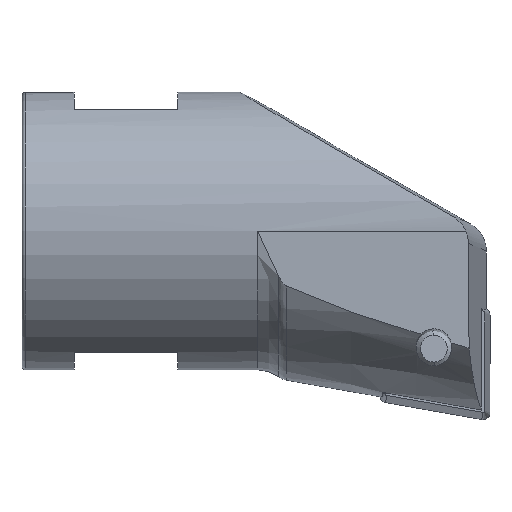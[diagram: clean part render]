
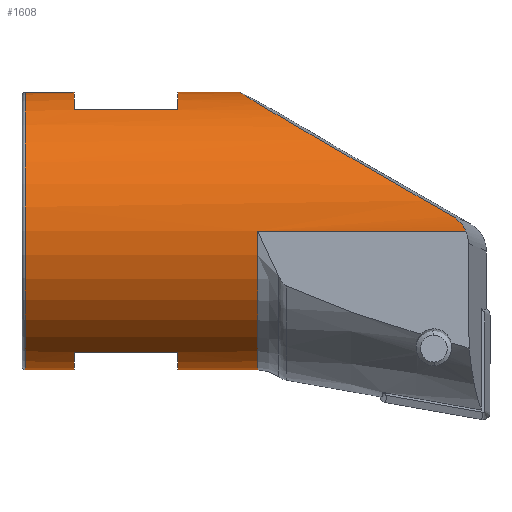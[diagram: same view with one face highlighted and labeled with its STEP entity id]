
A CAD part, front view. The second image highlights one B-rep face of the part: STEP entity #1608.
In plain terms, the highlighted cylindrical face has radius 8 mm (diameter 16 mm), a partial arc.
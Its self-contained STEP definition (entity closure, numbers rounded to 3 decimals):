
#13 = AXIS2_PLACEMENT_3D ( 'NONE', #1775, #1768, #1883 ) ;
#21 = VECTOR ( 'NONE', #2919, 1000. ) ;
#42 = AXIS2_PLACEMENT_3D ( 'NONE', #4657, #4545, #4475 ) ;
#197 = LINE ( 'NONE', #885, #21 ) ;
#304 = CARTESIAN_POINT ( 'NONE',  ( -24., 0., 2.875 ) ) ;
#368 = AXIS2_PLACEMENT_3D ( 'NONE', #4417, #4410, #4358 ) ;
#585 = AXIS2_PLACEMENT_3D ( 'NONE', #3111, #2564, #2164 ) ;
#608 = EDGE_CURVE ( 'NONE', #4423, #2478, #2371, .T. ) ;
#610 = ORIENTED_EDGE ( 'NONE', *, *, #823, .F. ) ;
#694 = VECTOR ( 'NONE', #977, 1000. ) ;
#750 = LINE ( 'NONE', #2673, #694 ) ;
#755 = FACE_OUTER_BOUND ( 'NONE', #3106, .T. ) ;
#810 = CARTESIAN_POINT ( 'NONE',  ( -14.411, 0., 18.875 ) ) ;
#823 = EDGE_CURVE ( 'NONE', #4423, #3255, #750, .T. ) ;
#849 = EDGE_CURVE ( 'NONE', #2522, #2478, #2099, .T. ) ;
#885 = CARTESIAN_POINT ( 'NONE',  ( -28.597, 0., 18.875 ) ) ;
#932 = EDGE_CURVE ( 'NONE', #4113, #3306, #197, .T. ) ;
#977 = DIRECTION ( 'NONE',  ( -1., 0., 0. ) ) ;
#1047 = CARTESIAN_POINT ( 'NONE',  ( -28.597, -3.873, 3.875 ) ) ;
#1049 = LINE ( 'NONE', #2181, #3049 ) ;
#1101 = VERTEX_POINT ( 'NONE', #2035 ) ;
#1126 = ORIENTED_EDGE ( 'NONE', *, *, #1863, .F. ) ;
#1130 = ORIENTED_EDGE ( 'NONE', *, *, #2256, .T. ) ;
#1183 = VECTOR ( 'NONE', #3163, 1000. ) ;
#1185 = CIRCLE ( 'NONE', #368, 8. ) ;
#1227 = ORIENTED_EDGE ( 'NONE', *, *, #1326, .F. ) ;
#1243 = VERTEX_POINT ( 'NONE', #3117 ) ;
#1283 = DIRECTION ( 'NONE',  ( 1., 0., 0. ) ) ;
#1307 = ORIENTED_EDGE ( 'NONE', *, *, #4674, .F. ) ;
#1309 = CIRCLE ( 'NONE', #1508, 8. ) ;
#1326 = EDGE_CURVE ( 'NONE', #1362, #2074, #1415, .T. ) ;
#1329 = ORIENTED_EDGE ( 'NONE', *, *, #3922, .F. ) ;
#1362 = VERTEX_POINT ( 'NONE', #1631 ) ;
#1364 = AXIS2_PLACEMENT_3D ( 'NONE', #2992, #2984, #2972 ) ;
#1373 = CIRCLE ( 'NONE', #42, 8. ) ;
#1374 = ORIENTED_EDGE ( 'NONE', *, *, #4438, .T. ) ;
#1376 = ORIENTED_EDGE ( 'NONE', *, *, #932, .T. ) ;
#1399 = ORIENTED_EDGE ( 'NONE', *, *, #1755, .F. ) ;
#1415 = CIRCLE ( 'NONE', #13, 8. ) ;
#1424 = ORIENTED_EDGE ( 'NONE', *, *, #1822, .T. ) ;
#1433 = VERTEX_POINT ( 'NONE', #3042 ) ;
#1466 = CYLINDRICAL_SURFACE ( 'NONE', #585, 8. ) ;
#1493 = CARTESIAN_POINT ( 'NONE',  ( -9.62, -7.496, 16.002 ) ) ;
#1508 = AXIS2_PLACEMENT_3D ( 'NONE', #4171, #4158, #4146 ) ;
#1520 = LINE ( 'NONE', #4443, #4150 ) ;
#1608 = ADVANCED_FACE ( 'NONE', ( #755 ), #1466, .T. ) ;
#1631 = CARTESIAN_POINT ( 'NONE',  ( -18., -3.873, 17.875 ) ) ;
#1686 = CARTESIAN_POINT ( 'NONE',  ( -2.158, -7.954, 11.728 ) ) ;
#1755 = EDGE_CURVE ( 'NONE', #3818, #1101, #2888, .T. ) ;
#1768 = DIRECTION ( 'NONE',  ( -1., 0., 0. ) ) ;
#1775 = CARTESIAN_POINT ( 'NONE',  ( -18., 0., 10.875 ) ) ;
#1822 = EDGE_CURVE ( 'NONE', #2522, #2074, #1520, .T. ) ;
#1863 = EDGE_CURVE ( 'NONE', #3938, #3035, #1049, .T. ) ;
#1883 = DIRECTION ( 'NONE',  ( 0., 0., 1. ) ) ;
#1905 = CIRCLE ( 'NONE', #2744, 8. ) ;
#1962 = CARTESIAN_POINT ( 'NONE',  ( -2.158, -7.954, 11.728 ) ) ;
#2035 = CARTESIAN_POINT ( 'NONE',  ( -26.8, 0., 2.875 ) ) ;
#2074 = VERTEX_POINT ( 'NONE', #4268 ) ;
#2099 =( BOUNDED_CURVE ( )  B_SPLINE_CURVE ( 3, ( #2656, #2169, #1493, #1962 ),
 .UNSPECIFIED., .F., .F. ) 
 B_SPLINE_CURVE_WITH_KNOTS ( ( 4, 4 ),
 ( 6.265, 7.729 ),
 .UNSPECIFIED. ) 
 CURVE ( )  GEOMETRIC_REPRESENTATION_ITEM ( )  RATIONAL_B_SPLINE_CURVE ( ( 1., 0.829, 0.829, 1. ) ) 
 REPRESENTATION_ITEM ( '' )  );
#2164 = DIRECTION ( 'NONE',  ( 0., 0., 1. ) ) ;
#2169 = CARTESIAN_POINT ( 'NONE',  ( -14.545, -4.299, 18.875 ) ) ;
#2181 = CARTESIAN_POINT ( 'NONE',  ( -28.597, 0., 2.875 ) ) ;
#2184 = LINE ( 'NONE', #1047, #2910 ) ;
#2187 = DIRECTION ( 'NONE',  ( -1., 0., 0. ) ) ;
#2234 = LINE ( 'NONE', #3309, #1183 ) ;
#2238 = CARTESIAN_POINT ( 'NONE',  ( -26.8, 0., 18.875 ) ) ;
#2256 = EDGE_CURVE ( 'NONE', #1243, #3035, #1373, .T. ) ;
#2371 = B_SPLINE_CURVE_WITH_KNOTS ( 'NONE', 3,
 ( #3263, #4211, #3993, #3267, #3273, #4262 ),
 .UNSPECIFIED., .F., .F.,
 ( 4, 2, 4 ),
 ( 0., 0.001, 0.001 ),
 .UNSPECIFIED. ) ;
#2478 = VERTEX_POINT ( 'NONE', #1686 ) ;
#2503 = EDGE_CURVE ( 'NONE', #3066, #1243, #2184, .T. ) ;
#2522 = VERTEX_POINT ( 'NONE', #810 ) ;
#2564 = DIRECTION ( 'NONE',  ( -1., 0., 0. ) ) ;
#2566 = CARTESIAN_POINT ( 'NONE',  ( -24., 0., 18.875 ) ) ;
#2617 = CARTESIAN_POINT ( 'NONE',  ( -13.4, -8., 10.875 ) ) ;
#2656 = CARTESIAN_POINT ( 'NONE',  ( -14.411, 0., 18.875 ) ) ;
#2673 = CARTESIAN_POINT ( 'NONE',  ( -15.171, -8., 10.875 ) ) ;
#2744 = AXIS2_PLACEMENT_3D ( 'NONE', #4119, #4111, #4101 ) ;
#2782 = EDGE_CURVE ( 'NONE', #3818, #3066, #1309, .T. ) ;
#2820 = ORIENTED_EDGE ( 'NONE', *, *, #4699, .T. ) ;
#2842 = ORIENTED_EDGE ( 'NONE', *, *, #849, .F. ) ;
#2888 = LINE ( 'NONE', #4555, #3618 ) ;
#2910 = VECTOR ( 'NONE', #1283, 1000. ) ;
#2919 = DIRECTION ( 'NONE',  ( -1., 0., 0. ) ) ;
#2952 = CIRCLE ( 'NONE', #1364, 8. ) ;
#2972 = DIRECTION ( 'NONE',  ( 0., 0., 1. ) ) ;
#2984 = DIRECTION ( 'NONE',  ( -1., 0., 0. ) ) ;
#2992 = CARTESIAN_POINT ( 'NONE',  ( -13.4, 0., 10.875 ) ) ;
#3035 = VERTEX_POINT ( 'NONE', #3322 ) ;
#3042 = CARTESIAN_POINT ( 'NONE',  ( -24., -3.873, 17.875 ) ) ;
#3049 = VECTOR ( 'NONE', #2187, 1000. ) ;
#3066 = VERTEX_POINT ( 'NONE', #3257 ) ;
#3106 = EDGE_LOOP ( 'NONE', ( #1126, #2820, #610, #4188, #2842, #1424, #1227, #1307, #1329, #1376, #1374, #1399, #4051, #4522, #1130 ) ) ;
#3111 = CARTESIAN_POINT ( 'NONE',  ( -28.597, 0., 10.875 ) ) ;
#3117 = CARTESIAN_POINT ( 'NONE',  ( -18., -3.873, 3.875 ) ) ;
#3163 = DIRECTION ( 'NONE',  ( 1., 0., 0. ) ) ;
#3255 = VERTEX_POINT ( 'NONE', #2617 ) ;
#3257 = CARTESIAN_POINT ( 'NONE',  ( -24., -3.873, 3.875 ) ) ;
#3263 = CARTESIAN_POINT ( 'NONE',  ( -1.396, -8., 10.875 ) ) ;
#3267 = CARTESIAN_POINT ( 'NONE',  ( -1.838, -7.976, 11.508 ) ) ;
#3273 = CARTESIAN_POINT ( 'NONE',  ( -1.989, -7.965, 11.631 ) ) ;
#3306 = VERTEX_POINT ( 'NONE', #2238 ) ;
#3309 = CARTESIAN_POINT ( 'NONE',  ( -28.597, -3.873, 17.875 ) ) ;
#3322 = CARTESIAN_POINT ( 'NONE',  ( -18., 0., 2.875 ) ) ;
#3618 = VECTOR ( 'NONE', #4634, 1000. ) ;
#3818 = VERTEX_POINT ( 'NONE', #304 ) ;
#3922 = EDGE_CURVE ( 'NONE', #4113, #1433, #1185, .T. ) ;
#3938 = VERTEX_POINT ( 'NONE', #3960 ) ;
#3960 = CARTESIAN_POINT ( 'NONE',  ( -13.4, 0., 2.875 ) ) ;
#3993 = CARTESIAN_POINT ( 'NONE',  ( -1.578, -7.994, 11.217 ) ) ;
#4051 = ORIENTED_EDGE ( 'NONE', *, *, #2782, .T. ) ;
#4101 = DIRECTION ( 'NONE',  ( 0., 0., -1. ) ) ;
#4111 = DIRECTION ( 'NONE',  ( 1., 0., 0. ) ) ;
#4113 = VERTEX_POINT ( 'NONE', #2566 ) ;
#4119 = CARTESIAN_POINT ( 'NONE',  ( -26.8, 0., 10.875 ) ) ;
#4146 = DIRECTION ( 'NONE',  ( 0., 0., 1. ) ) ;
#4150 = VECTOR ( 'NONE', #4212, 1000. ) ;
#4158 = DIRECTION ( 'NONE',  ( -1., 0., 0. ) ) ;
#4171 = CARTESIAN_POINT ( 'NONE',  ( -24., 0., 10.875 ) ) ;
#4173 = CARTESIAN_POINT ( 'NONE',  ( -1.396, -8., 10.875 ) ) ;
#4188 = ORIENTED_EDGE ( 'NONE', *, *, #608, .T. ) ;
#4211 = CARTESIAN_POINT ( 'NONE',  ( -1.474, -8., 11.055 ) ) ;
#4212 = DIRECTION ( 'NONE',  ( -1., 0., 0. ) ) ;
#4262 = CARTESIAN_POINT ( 'NONE',  ( -2.158, -7.954, 11.728 ) ) ;
#4268 = CARTESIAN_POINT ( 'NONE',  ( -18., 0., 18.875 ) ) ;
#4358 = DIRECTION ( 'NONE',  ( 0., 0., -1. ) ) ;
#4410 = DIRECTION ( 'NONE',  ( 1., 0., 0. ) ) ;
#4417 = CARTESIAN_POINT ( 'NONE',  ( -24., 0., 10.875 ) ) ;
#4423 = VERTEX_POINT ( 'NONE', #4173 ) ;
#4438 = EDGE_CURVE ( 'NONE', #3306, #1101, #1905, .T. ) ;
#4443 = CARTESIAN_POINT ( 'NONE',  ( -28.597, 0., 18.875 ) ) ;
#4475 = DIRECTION ( 'NONE',  ( 0., 0., -1. ) ) ;
#4522 = ORIENTED_EDGE ( 'NONE', *, *, #2503, .T. ) ;
#4545 = DIRECTION ( 'NONE',  ( 1., 0., 0. ) ) ;
#4555 = CARTESIAN_POINT ( 'NONE',  ( -28.597, 0., 2.875 ) ) ;
#4634 = DIRECTION ( 'NONE',  ( -1., 0., 0. ) ) ;
#4657 = CARTESIAN_POINT ( 'NONE',  ( -18., 0., 10.875 ) ) ;
#4674 = EDGE_CURVE ( 'NONE', #1433, #1362, #2234, .T. ) ;
#4699 = EDGE_CURVE ( 'NONE', #3938, #3255, #2952, .T. ) ;
